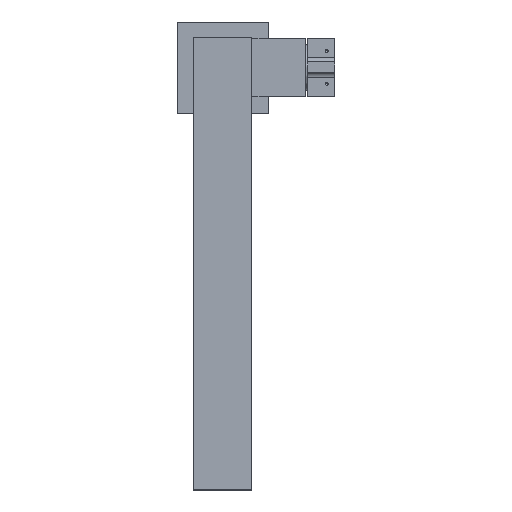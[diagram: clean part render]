
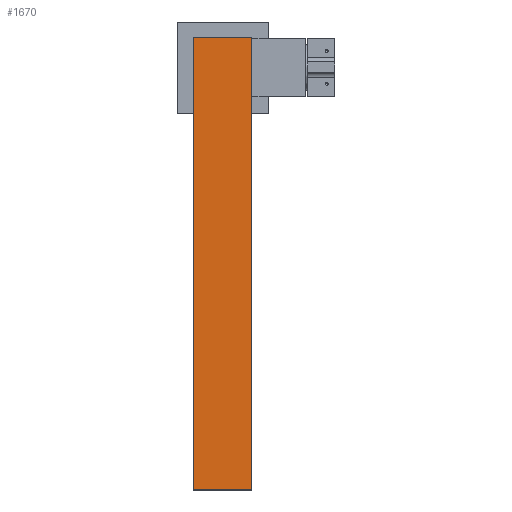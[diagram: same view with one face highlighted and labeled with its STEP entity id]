
A CAD part, top view. The second image highlights one B-rep face of the part: STEP entity #1670.
In plain terms, the highlighted face is planar.
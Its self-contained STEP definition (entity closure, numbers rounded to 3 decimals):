
#229=FACE_OUTER_BOUND('',#329,.T.);
#329=EDGE_LOOP('',(#1219,#1220,#1221,#1222));
#455=LINE('',#2734,#620);
#457=LINE('',#2738,#622);
#459=LINE('',#2742,#624);
#460=LINE('',#2743,#625);
#620=VECTOR('',#2194,32.);
#622=VECTOR('',#2198,248.);
#624=VECTOR('',#2202,248.);
#625=VECTOR('',#2203,32.);
#774=VERTEX_POINT('',#2731);
#775=VERTEX_POINT('',#2733);
#776=VERTEX_POINT('',#2737);
#777=VERTEX_POINT('',#2741);
#943=EDGE_CURVE('',#774,#775,#455,.T.);
#945=EDGE_CURVE('',#776,#775,#457,.T.);
#947=EDGE_CURVE('',#774,#777,#459,.T.);
#948=EDGE_CURVE('',#776,#777,#460,.T.);
#1219=ORIENTED_EDGE('',*,*,#947,.T.);
#1220=ORIENTED_EDGE('',*,*,#948,.F.);
#1221=ORIENTED_EDGE('',*,*,#945,.T.);
#1222=ORIENTED_EDGE('',*,*,#943,.F.);
#1601=PLANE('',#1917);
#1670=ADVANCED_FACE('',(#229),#1601,.T.);
#1917=AXIS2_PLACEMENT_3D('',#2740,#2200,#2201);
#2194=DIRECTION('',(0.,0.,-1.));
#2198=DIRECTION('',(-1.,0.,0.));
#2200=DIRECTION('center_axis',(0.,1.,0.));
#2201=DIRECTION('ref_axis',(1.,0.,0.));
#2202=DIRECTION('',(1.,0.,0.));
#2203=DIRECTION('',(0.,0.,1.));
#2731=CARTESIAN_POINT('',(0.,10.,16.));
#2733=CARTESIAN_POINT('',(0.,10.,-16.));
#2734=CARTESIAN_POINT('',(0.,10.,16.));
#2737=CARTESIAN_POINT('',(248.,10.,-16.));
#2738=CARTESIAN_POINT('',(248.,10.,-16.));
#2740=CARTESIAN_POINT('Origin',(0.,10.,0.));
#2741=CARTESIAN_POINT('',(248.,10.,16.));
#2742=CARTESIAN_POINT('',(0.,10.,16.));
#2743=CARTESIAN_POINT('',(248.,10.,-16.));
